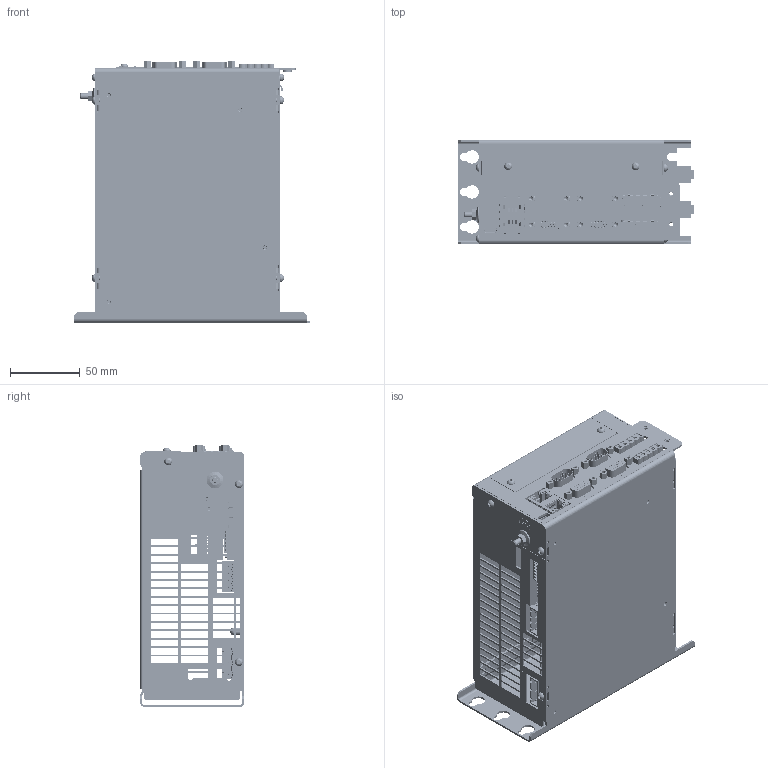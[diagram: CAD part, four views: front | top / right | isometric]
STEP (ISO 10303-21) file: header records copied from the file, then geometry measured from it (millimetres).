
FILE_DESCRIPTION((''),'2;1');
FILE_NAME('1379600-00-K01_ASM','2023-03-31T12:32:11',('CH5999'),(''),'CREO PARAMETRIC BY PTC INC, 2022162','CREO PARAMETRIC BY PTC INC, 2022162','');
FILE_SCHEMA(('AP242_MANAGED_MODEL_BASED_3D_ENGINEERING_MIM_LF { 1 0 10303 442 1 1 4 }'));
Products named in the file (36): 1356168-01-A01; 368651-01; 295833-01; 1356169-01-K01_ASM; 1323110-02-K01; 580760-03-K01; 1322933-01-Z01; 291616-01; 664179-01-K01; 1347677-01-Z01; 685620-03-Z01; 1077495-01-K01; 202990-07-K01; 653121-01-K01; 1365933-01-Z01; 1319258-02-K01_ASM; 250774-35-K01; 1325083-05-K01; 291618-01; 1061577-01-K01; 1350357-01-Z01; 1346024-01-Z01; 1325082-05-K01_ASM; 355940-57-Z01; 355940-09-Z01; 1356199-01-A01; 281666-18; 1356201-01-K01_ASM; 678688-01-Z01; 257201-12-K01; 1376967-01-K01; 1336086-01-K01; 1380326-00-K01; 1378509-00-K01_ASM; 673397-01-K01; 1379600-00-K01_ASM
Assembly tree (62 placements, depth 4):
  1379600-00-K01_ASM
    1378509-00-K01_ASM
      1356169-01-K01_ASM
        1356168-01-A01
        368651-01  x4
        295833-01  x3
      1319258-02-K01_ASM
        1323110-02-K01
        580760-03-K01
        1322933-01-Z01
        291616-01  x2
        664179-01-K01
        1347677-01-Z01
        685620-03-Z01
        1077495-01-K01
        202990-07-K01
        653121-01-K01
        1365933-01-Z01
      250774-35-K01  x2
      1325082-05-K01_ASM
        1325083-05-K01
        291618-01  x2
        685620-03-Z01
        1061577-01-K01
        1350357-01-Z01
        1346024-01-Z01
      355940-57-Z01  x2
      355940-09-Z01  x9
      1356201-01-K01_ASM
        1356199-01-A01
        281666-18
      678688-01-Z01
      257201-12-K01  x8
      1376967-01-K01
      1336086-01-K01
      1380326-00-K01
    673397-01-K01
    355940-09-Z01  x2
Bounding box: 168 x 74.9 x 187 mm (x, y, z)
Volume: 202329.9 mm3; surface area: 292012.1 mm2
Topology: 57 solids, 57 shells, 8513 faces, 21803 edges, 13803 vertices
Faces by surface type: plane 6016, cylinder 1921, cone 450, sphere 62, torus 32, bspline 29, revolution 3
Entity records: 265472 total; most frequent: CARTESIAN_POINT 39401, ORIENTED_EDGE 36042, DIRECTION 34648, EDGE_CURVE 18021, VECTOR 14353, LINE 14353, VERTEX_POINT 11506, PRESENTATION_STYLE_ASSIGNMENT 10314
